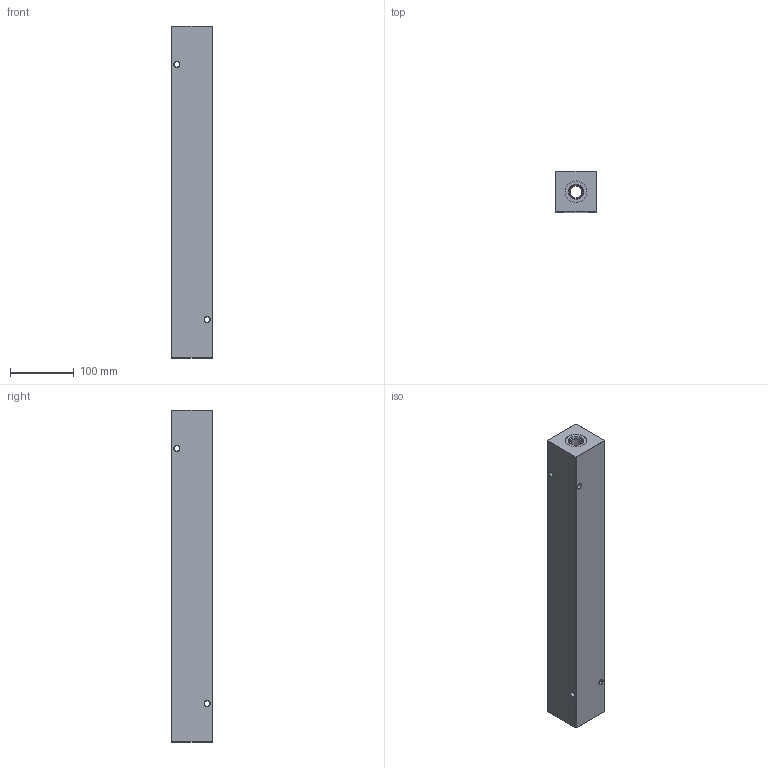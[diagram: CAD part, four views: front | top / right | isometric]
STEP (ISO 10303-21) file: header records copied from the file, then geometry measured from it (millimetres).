
FILE_DESCRIPTION (( 'STEP AP203' ), '1' );
FILE_NAME ('HM-9-0-S-10-10.STEP', '2020-10-01T21:48:54', ( '' ), ( '' ), 'SwSTEP 2.0', 'SolidWorks 2019', '' );
FILE_SCHEMA (( 'CONFIG_CONTROL_DESIGN' ));
Length unit declared in the file: inch
Products named in the file (1): HM-9-0-S-10-10
Bounding box: 63.5 x 63.5 x 520.7 mm (x, y, z)
Volume: 1856650.9 mm3; surface area: 185106.2 mm2
Topology: 1 solids, 1 shells, 596 faces, 1520 edges, 970 vertices
Faces by surface type: plane 239, bspline 195, cone 82, cylinder 80
Entity records: 27669 total; most frequent: CARTESIAN_POINT 14494, ORIENTED_EDGE 3040, DIRECTION 2078, EDGE_CURVE 1520, VERTEX_POINT 970, LINE 882, VECTOR 882, EDGE_LOOP 672
